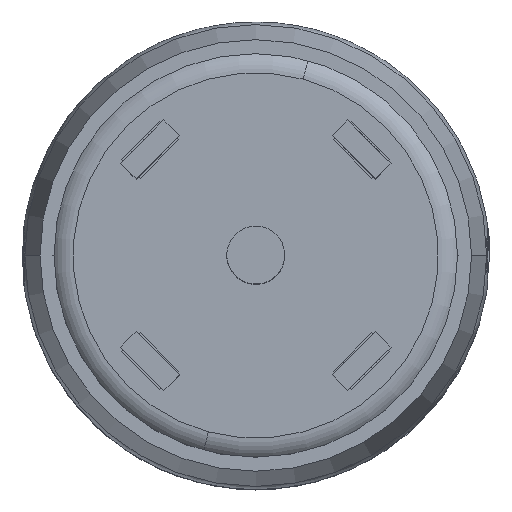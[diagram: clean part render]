
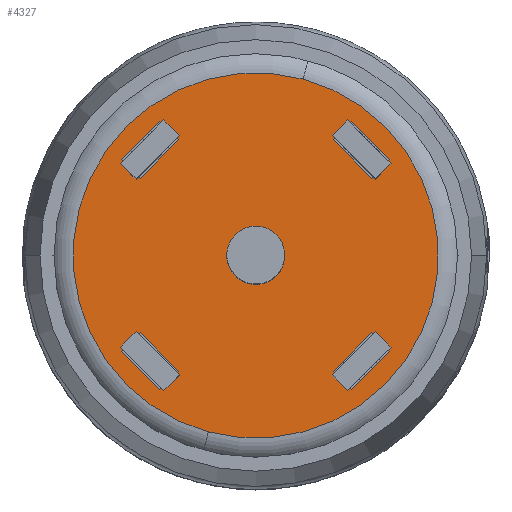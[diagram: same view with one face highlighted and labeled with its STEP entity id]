
A CAD part, top view. The second image highlights one B-rep face of the part: STEP entity #4327.
In plain terms, the highlighted planar face has unit normal (0, 0, 1).
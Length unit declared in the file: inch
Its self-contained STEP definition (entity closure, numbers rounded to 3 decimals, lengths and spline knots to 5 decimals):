
#4142=DIRECTION('',(-0.707,0.707,0.));
#4143=VECTOR('',#4142,0.028);
#4144=CARTESIAN_POINT('',(0.14354,-0.10253,0.381));
#4145=LINE('',#4144,#4143);
#4146=DIRECTION('',(-0.707,-0.707,0.));
#4147=VECTOR('',#4146,0.058);
#4148=CARTESIAN_POINT('',(0.12374,-0.08273,0.381));
#4149=LINE('',#4148,#4147);
#4150=DIRECTION('',(0.707,-0.707,0.));
#4151=VECTOR('',#4150,0.028);
#4152=CARTESIAN_POINT('',(0.08273,-0.12374,0.381));
#4153=LINE('',#4152,#4151);
#4154=DIRECTION('',(0.707,0.707,0.));
#4155=VECTOR('',#4154,0.058);
#4156=CARTESIAN_POINT('',(0.10253,-0.14354,0.381));
#4157=LINE('',#4156,#4155);
#4158=DIRECTION('',(-0.707,-0.707,0.));
#4159=VECTOR('',#4158,0.028);
#4160=CARTESIAN_POINT('',(0.10253,0.14354,0.381));
#4161=LINE('',#4160,#4159);
#4162=DIRECTION('',(0.707,-0.707,0.));
#4163=VECTOR('',#4162,0.058);
#4164=CARTESIAN_POINT('',(0.08273,0.12374,0.381));
#4165=LINE('',#4164,#4163);
#4166=DIRECTION('',(0.707,0.707,0.));
#4167=VECTOR('',#4166,0.028);
#4168=CARTESIAN_POINT('',(0.12374,0.08273,0.381));
#4169=LINE('',#4168,#4167);
#4170=DIRECTION('',(-0.707,0.707,0.));
#4171=VECTOR('',#4170,0.058);
#4172=CARTESIAN_POINT('',(0.14354,0.10253,0.381));
#4173=LINE('',#4172,#4171);
#4174=DIRECTION('',(0.707,-0.707,0.));
#4175=VECTOR('',#4174,0.028);
#4176=CARTESIAN_POINT('',(-0.14354,0.10253,0.381));
#4177=LINE('',#4176,#4175);
#4178=DIRECTION('',(0.707,0.707,0.));
#4179=VECTOR('',#4178,0.058);
#4180=CARTESIAN_POINT('',(-0.12374,0.08273,0.381));
#4181=LINE('',#4180,#4179);
#4182=DIRECTION('',(-0.707,0.707,0.));
#4183=VECTOR('',#4182,0.028);
#4184=CARTESIAN_POINT('',(-0.08273,0.12374,0.381));
#4185=LINE('',#4184,#4183);
#4186=DIRECTION('',(-0.707,-0.707,0.));
#4187=VECTOR('',#4186,0.058);
#4188=CARTESIAN_POINT('',(-0.10253,0.14354,0.381));
#4189=LINE('',#4188,#4187);
#4190=DIRECTION('',(0.707,0.707,0.));
#4191=VECTOR('',#4190,0.028);
#4192=CARTESIAN_POINT('',(-0.10253,-0.14354,0.381));
#4193=LINE('',#4192,#4191);
#4194=DIRECTION('',(-0.707,0.707,0.));
#4195=VECTOR('',#4194,0.058);
#4196=CARTESIAN_POINT('',(-0.08273,-0.12374,0.381));
#4197=LINE('',#4196,#4195);
#4198=DIRECTION('',(-0.707,-0.707,0.));
#4199=VECTOR('',#4198,0.028);
#4200=CARTESIAN_POINT('',(-0.12374,-0.08273,0.381));
#4201=LINE('',#4200,#4199);
#4202=DIRECTION('',(0.707,-0.707,0.));
#4203=VECTOR('',#4202,0.058);
#4204=CARTESIAN_POINT('',(-0.14354,-0.10253,0.381));
#4205=LINE('',#4204,#4203);
#4206=CARTESIAN_POINT('',(0.,0.,0.381));
#4207=DIRECTION('',(0.,0.,1.));
#4208=DIRECTION('',(-0.259,-0.966,0.));
#4209=AXIS2_PLACEMENT_3D('',#4206,#4207,#4208);
#4221=CARTESIAN_POINT('',(0.,0.,0.381));
#4222=DIRECTION('',(0.,0.,1.));
#4223=DIRECTION('',(0.259,0.966,0.));
#4224=AXIS2_PLACEMENT_3D('',#4221,#4222,#4223);
#4236=CARTESIAN_POINT('',(0.14354,-0.10253,0.381));
#4237=CARTESIAN_POINT('',(0.12374,-0.08273,0.381));
#4238=VERTEX_POINT('',#4236);
#4239=VERTEX_POINT('',#4237);
#4240=CARTESIAN_POINT('',(0.08273,-0.12374,0.381));
#4241=VERTEX_POINT('',#4240);
#4242=CARTESIAN_POINT('',(0.10253,-0.14354,0.381));
#4243=VERTEX_POINT('',#4242);
#4244=CARTESIAN_POINT('',(-0.05056,-0.1887,0.381));
#4245=CARTESIAN_POINT('',(0.05056,0.1887,0.381));
#4246=VERTEX_POINT('',#4244);
#4247=VERTEX_POINT('',#4245);
#4252=CARTESIAN_POINT('',(0.10253,0.14354,0.381));
#4253=CARTESIAN_POINT('',(0.08273,0.12374,0.381));
#4254=VERTEX_POINT('',#4252);
#4255=VERTEX_POINT('',#4253);
#4256=CARTESIAN_POINT('',(0.12374,0.08273,0.381));
#4257=VERTEX_POINT('',#4256);
#4258=CARTESIAN_POINT('',(0.14354,0.10253,0.381));
#4259=VERTEX_POINT('',#4258);
#4260=CARTESIAN_POINT('',(-0.14354,0.10253,0.381));
#4261=CARTESIAN_POINT('',(-0.12374,0.08273,0.381));
#4262=VERTEX_POINT('',#4260);
#4263=VERTEX_POINT('',#4261);
#4264=CARTESIAN_POINT('',(-0.08273,0.12374,0.381));
#4265=VERTEX_POINT('',#4264);
#4266=CARTESIAN_POINT('',(-0.10253,0.14354,0.381));
#4267=VERTEX_POINT('',#4266);
#4268=CARTESIAN_POINT('',(-0.10253,-0.14354,0.381));
#4269=CARTESIAN_POINT('',(-0.08273,-0.12374,0.381));
#4270=VERTEX_POINT('',#4268);
#4271=VERTEX_POINT('',#4269);
#4272=CARTESIAN_POINT('',(-0.12374,-0.08273,0.381));
#4273=VERTEX_POINT('',#4272);
#4274=CARTESIAN_POINT('',(-0.14354,-0.10253,0.381));
#4275=VERTEX_POINT('',#4274);
#4276=CARTESIAN_POINT('',(0.,0.,0.381));
#4277=DIRECTION('',(0.,0.,-1.));
#4278=DIRECTION('',(0.259,0.966,0.));
#4279=AXIS2_PLACEMENT_3D('',#4276,#4277,#4278);
#4280=PLANE('',#4279);
#4282=ORIENTED_EDGE('',*,*,#4281,.F.);
#4284=ORIENTED_EDGE('',*,*,#4283,.F.);
#4285=EDGE_LOOP('',(#4282,#4284));
#4286=FACE_OUTER_BOUND('',#4285,.F.);
#4288=ORIENTED_EDGE('',*,*,#4287,.T.);
#4290=ORIENTED_EDGE('',*,*,#4289,.T.);
#4292=ORIENTED_EDGE('',*,*,#4291,.T.);
#4294=ORIENTED_EDGE('',*,*,#4293,.T.);
#4295=EDGE_LOOP('',(#4288,#4290,#4292,#4294));
#4296=FACE_BOUND('',#4295,.F.);
#4298=ORIENTED_EDGE('',*,*,#4297,.T.);
#4300=ORIENTED_EDGE('',*,*,#4299,.T.);
#4302=ORIENTED_EDGE('',*,*,#4301,.T.);
#4304=ORIENTED_EDGE('',*,*,#4303,.T.);
#4305=EDGE_LOOP('',(#4298,#4300,#4302,#4304));
#4306=FACE_BOUND('',#4305,.F.);
#4308=ORIENTED_EDGE('',*,*,#4307,.T.);
#4310=ORIENTED_EDGE('',*,*,#4309,.T.);
#4312=ORIENTED_EDGE('',*,*,#4311,.T.);
#4314=ORIENTED_EDGE('',*,*,#4313,.T.);
#4315=EDGE_LOOP('',(#4308,#4310,#4312,#4314));
#4316=FACE_BOUND('',#4315,.F.);
#4318=ORIENTED_EDGE('',*,*,#4317,.T.);
#4320=ORIENTED_EDGE('',*,*,#4319,.T.);
#4322=ORIENTED_EDGE('',*,*,#4321,.T.);
#4324=ORIENTED_EDGE('',*,*,#4323,.T.);
#4325=EDGE_LOOP('',(#4318,#4320,#4322,#4324));
#4326=FACE_BOUND('',#4325,.F.);
#4327=ADVANCED_FACE('',(#4286,#4296,#4306,#4316,#4326),#4280,.F.);
#4210=CIRCLE('',#4209,0.19536);
#4225=CIRCLE('',#4224,0.19536);
#4281=EDGE_CURVE('',#4246,#4247,#4210,.T.);
#4283=EDGE_CURVE('',#4247,#4246,#4225,.T.);
#4287=EDGE_CURVE('',#4254,#4255,#4161,.T.);
#4289=EDGE_CURVE('',#4255,#4257,#4165,.T.);
#4291=EDGE_CURVE('',#4257,#4259,#4169,.T.);
#4293=EDGE_CURVE('',#4259,#4254,#4173,.T.);
#4297=EDGE_CURVE('',#4262,#4263,#4177,.T.);
#4299=EDGE_CURVE('',#4263,#4265,#4181,.T.);
#4301=EDGE_CURVE('',#4265,#4267,#4185,.T.);
#4303=EDGE_CURVE('',#4267,#4262,#4189,.T.);
#4307=EDGE_CURVE('',#4270,#4271,#4193,.T.);
#4309=EDGE_CURVE('',#4271,#4273,#4197,.T.);
#4311=EDGE_CURVE('',#4273,#4275,#4201,.T.);
#4313=EDGE_CURVE('',#4275,#4270,#4205,.T.);
#4317=EDGE_CURVE('',#4238,#4239,#4145,.T.);
#4319=EDGE_CURVE('',#4239,#4241,#4149,.T.);
#4321=EDGE_CURVE('',#4241,#4243,#4153,.T.);
#4323=EDGE_CURVE('',#4243,#4238,#4157,.T.);
